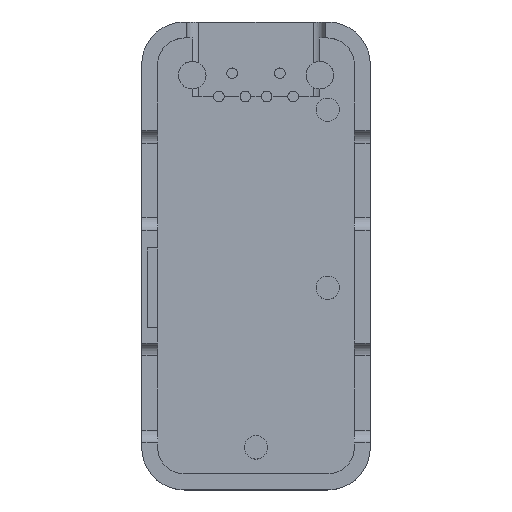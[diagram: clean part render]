
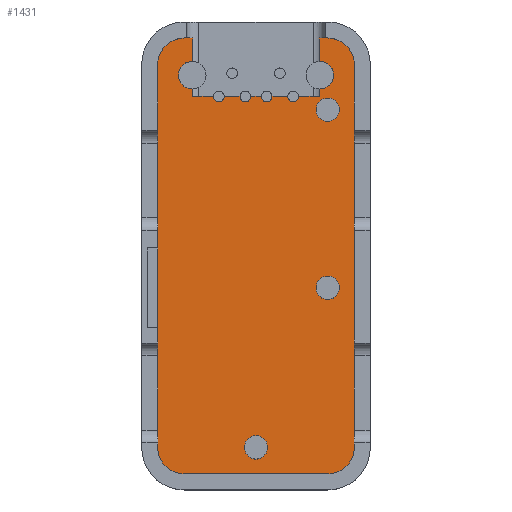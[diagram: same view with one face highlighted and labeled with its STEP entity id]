
A CAD part, top view. The second image highlights one B-rep face of the part: STEP entity #1431.
In plain terms, the highlighted planar face has unit normal (0, 0, 1).
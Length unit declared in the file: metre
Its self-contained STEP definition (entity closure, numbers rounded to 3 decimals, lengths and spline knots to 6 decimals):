
#53=CIRCLE('',#1509,0.0005);
#56=CIRCLE('',#1513,0.0005);
#59=CIRCLE('',#1517,0.0005);
#62=CIRCLE('',#1521,0.0005);
#90=CIRCLE('',#1564,0.0025);
#91=CIRCLE('',#1567,0.0025);
#92=CIRCLE('',#1569,0.0025);
#94=CIRCLE('',#1573,0.0025);
#95=CIRCLE('',#1575,0.0013);
#96=CIRCLE('',#1576,0.0013);
#97=CIRCLE('',#1577,0.0011);
#98=CIRCLE('',#1578,0.0011);
#99=CIRCLE('',#1579,0.0011);
#309=ORIENTED_EDGE('',*,*,#674,.F.);
#310=ORIENTED_EDGE('',*,*,#675,.F.);
#311=ORIENTED_EDGE('',*,*,#676,.F.);
#312=ORIENTED_EDGE('',*,*,#677,.T.);
#313=ORIENTED_EDGE('',*,*,#553,.F.);
#314=ORIENTED_EDGE('',*,*,#678,.T.);
#315=ORIENTED_EDGE('',*,*,#558,.F.);
#316=ORIENTED_EDGE('',*,*,#679,.T.);
#317=ORIENTED_EDGE('',*,*,#563,.F.);
#318=ORIENTED_EDGE('',*,*,#680,.T.);
#319=ORIENTED_EDGE('',*,*,#568,.F.);
#320=ORIENTED_EDGE('',*,*,#681,.T.);
#321=ORIENTED_EDGE('',*,*,#682,.F.);
#322=ORIENTED_EDGE('',*,*,#683,.F.);
#323=ORIENTED_EDGE('',*,*,#684,.F.);
#324=ORIENTED_EDGE('',*,*,#672,.T.);
#325=ORIENTED_EDGE('',*,*,#673,.T.);
#326=ORIENTED_EDGE('',*,*,#588,.T.);
#327=ORIENTED_EDGE('',*,*,#664,.T.);
#328=ORIENTED_EDGE('',*,*,#666,.T.);
#329=ORIENTED_EDGE('',*,*,#667,.T.);
#330=ORIENTED_EDGE('',*,*,#626,.T.);
#331=ORIENTED_EDGE('',*,*,#668,.T.);
#332=ORIENTED_EDGE('',*,*,#548,.T.);
#333=ORIENTED_EDGE('',*,*,#685,.F.);
#334=ORIENTED_EDGE('',*,*,#686,.F.);
#335=ORIENTED_EDGE('',*,*,#687,.F.);
#548=EDGE_CURVE('',#756,#755,#895,.F.);
#553=EDGE_CURVE('',#759,#761,#53,.T.);
#558=EDGE_CURVE('',#764,#766,#56,.T.);
#563=EDGE_CURVE('',#769,#771,#59,.T.);
#568=EDGE_CURVE('',#774,#776,#62,.T.);
#588=EDGE_CURVE('',#795,#794,#921,.T.);
#626=EDGE_CURVE('',#825,#824,#949,.F.);
#664=EDGE_CURVE('',#794,#850,#90,.T.);
#666=EDGE_CURVE('',#850,#851,#974,.T.);
#667=EDGE_CURVE('',#851,#825,#91,.T.);
#668=EDGE_CURVE('',#824,#756,#92,.T.);
#672=EDGE_CURVE('',#853,#854,#977,.F.);
#673=EDGE_CURVE('',#854,#795,#94,.T.);
#674=EDGE_CURVE('',#855,#755,#978,.T.);
#675=EDGE_CURVE('',#856,#855,#95,.T.);
#676=EDGE_CURVE('',#857,#856,#979,.T.);
#677=EDGE_CURVE('',#857,#761,#980,.T.);
#678=EDGE_CURVE('',#759,#766,#981,.T.);
#679=EDGE_CURVE('',#764,#771,#982,.T.);
#680=EDGE_CURVE('',#769,#776,#983,.T.);
#681=EDGE_CURVE('',#774,#858,#984,.T.);
#682=EDGE_CURVE('',#859,#858,#985,.F.);
#683=EDGE_CURVE('',#860,#859,#96,.T.);
#684=EDGE_CURVE('',#853,#860,#986,.F.);
#685=EDGE_CURVE('',#861,#861,#97,.T.);
#686=EDGE_CURVE('',#862,#862,#98,.T.);
#687=EDGE_CURVE('',#863,#863,#99,.T.);
#755=VERTEX_POINT('',#2124);
#756=VERTEX_POINT('',#2126);
#759=VERTEX_POINT('',#2134);
#761=VERTEX_POINT('',#2137);
#764=VERTEX_POINT('',#2145);
#766=VERTEX_POINT('',#2148);
#769=VERTEX_POINT('',#2156);
#771=VERTEX_POINT('',#2159);
#774=VERTEX_POINT('',#2167);
#776=VERTEX_POINT('',#2170);
#794=VERTEX_POINT('',#2209);
#795=VERTEX_POINT('',#2211);
#824=VERTEX_POINT('',#2281);
#825=VERTEX_POINT('',#2283);
#850=VERTEX_POINT('',#2354);
#851=VERTEX_POINT('',#2358);
#853=VERTEX_POINT('',#2367);
#854=VERTEX_POINT('',#2370);
#855=VERTEX_POINT('',#2376);
#856=VERTEX_POINT('',#2378);
#857=VERTEX_POINT('',#2380);
#858=VERTEX_POINT('',#2386);
#859=VERTEX_POINT('',#2388);
#860=VERTEX_POINT('',#2390);
#861=VERTEX_POINT('',#2393);
#862=VERTEX_POINT('',#2395);
#863=VERTEX_POINT('',#2397);
#895=LINE('',#2125,#1033);
#921=LINE('',#2210,#1059);
#949=LINE('',#2282,#1087);
#974=LINE('',#2359,#1112);
#977=LINE('',#2371,#1115);
#978=LINE('',#2375,#1116);
#979=LINE('',#2379,#1117);
#980=LINE('',#2381,#1118);
#981=LINE('',#2382,#1119);
#982=LINE('',#2383,#1120);
#983=LINE('',#2384,#1121);
#984=LINE('',#2385,#1122);
#985=LINE('',#2387,#1123);
#986=LINE('',#2391,#1124);
#1033=VECTOR('',#1679,1.);
#1059=VECTOR('',#1745,1.);
#1087=VECTOR('',#1801,1.);
#1112=VECTOR('',#1876,1.);
#1115=VECTOR('',#1891,1.);
#1116=VECTOR('',#1898,1.);
#1117=VECTOR('',#1901,1.);
#1118=VECTOR('',#1902,1.);
#1119=VECTOR('',#1903,1.);
#1120=VECTOR('',#1904,1.);
#1121=VECTOR('',#1905,1.);
#1122=VECTOR('',#1906,1.);
#1123=VECTOR('',#1907,1.);
#1124=VECTOR('',#1910,1.);
#1188=EDGE_LOOP('',(#309,#310,#311,#312,#313,#314,#315,#316,#317,#318,#319,
#320,#321,#322,#323,#324,#325,#326,#327,#328,#329,#330,#331,#332));
#1189=EDGE_LOOP('',(#333));
#1190=EDGE_LOOP('',(#334));
#1191=EDGE_LOOP('',(#335));
#1286=FACE_BOUND('',#1188,.T.);
#1287=FACE_BOUND('',#1189,.T.);
#1288=FACE_BOUND('',#1190,.T.);
#1289=FACE_BOUND('',#1191,.T.);
#1368=PLANE('',#1574);
#1431=ADVANCED_FACE('',(#1286,#1287,#1288,#1289),#1368,.T.);
#1509=AXIS2_PLACEMENT_3D('',#2136,#1687,#1688);
#1513=AXIS2_PLACEMENT_3D('',#2147,#1697,#1698);
#1517=AXIS2_PLACEMENT_3D('',#2158,#1707,#1708);
#1521=AXIS2_PLACEMENT_3D('',#2169,#1717,#1718);
#1564=AXIS2_PLACEMENT_3D('',#2355,#1871,#1872);
#1567=AXIS2_PLACEMENT_3D('',#2361,#1879,#1880);
#1569=AXIS2_PLACEMENT_3D('',#2363,#1883,#1884);
#1573=AXIS2_PLACEMENT_3D('',#2373,#1894,#1895);
#1574=AXIS2_PLACEMENT_3D('',#2374,#1896,#1897);
#1575=AXIS2_PLACEMENT_3D('',#2377,#1899,#1900);
#1576=AXIS2_PLACEMENT_3D('',#2389,#1908,#1909);
#1577=AXIS2_PLACEMENT_3D('',#2392,#1911,#1912);
#1578=AXIS2_PLACEMENT_3D('',#2394,#1913,#1914);
#1579=AXIS2_PLACEMENT_3D('',#2396,#1915,#1916);
#1679=DIRECTION('',(1.,0.,0.));
#1687=DIRECTION('',(0.,0.,1.));
#1688=DIRECTION('',(1.,0.,0.));
#1697=DIRECTION('',(0.,0.,1.));
#1698=DIRECTION('',(1.,0.,0.));
#1707=DIRECTION('',(0.,0.,1.));
#1708=DIRECTION('',(1.,0.,0.));
#1717=DIRECTION('',(0.,0.,1.));
#1718=DIRECTION('',(1.,0.,0.));
#1745=DIRECTION('',(0.,-1.,0.));
#1801=DIRECTION('',(0.,-1.,0.));
#1871=DIRECTION('',(0.,0.,1.));
#1872=DIRECTION('',(-1.,0.,0.));
#1876=DIRECTION('',(1.,0.,0.));
#1879=DIRECTION('',(0.,0.,1.));
#1880=DIRECTION('',(0.,-1.,0.));
#1883=DIRECTION('',(0.,0.,1.));
#1884=DIRECTION('',(1.,0.,0.));
#1891=DIRECTION('',(1.,0.,0.));
#1894=DIRECTION('',(0.,0.,1.));
#1895=DIRECTION('',(0.,1.,0.));
#1896=DIRECTION('',(0.,0.,1.));
#1897=DIRECTION('',(1.,0.,0.));
#1898=DIRECTION('',(0.,1.,0.));
#1899=DIRECTION('',(0.,0.,1.));
#1900=DIRECTION('',(1.,0.,0.));
#1901=DIRECTION('',(0.,1.,0.));
#1902=DIRECTION('',(-1.,0.,0.));
#1903=DIRECTION('',(-1.,0.,0.));
#1904=DIRECTION('',(-1.,0.,0.));
#1905=DIRECTION('',(-1.,0.,0.));
#1906=DIRECTION('',(-1.,0.,0.));
#1907=DIRECTION('',(0.,1.,0.));
#1908=DIRECTION('',(0.,0.,1.));
#1909=DIRECTION('',(1.,0.,0.));
#1910=DIRECTION('',(0.,1.,0.));
#1911=DIRECTION('',(0.,0.,1.));
#1912=DIRECTION('',(1.,0.,0.));
#1913=DIRECTION('',(0.,0.,1.));
#1914=DIRECTION('',(1.,0.,0.));
#1915=DIRECTION('',(0.,0.,1.));
#1916=DIRECTION('',(1.,0.,0.));
#2124=CARTESIAN_POINT('',(0.005963,0.0205,0.));
#2125=CARTESIAN_POINT('',(0.,0.0205,0.));
#2126=CARTESIAN_POINT('',(0.00675,0.0205,0.));
#2134=CARTESIAN_POINT('',(0.003,0.015,0.));
#2136=CARTESIAN_POINT('',(0.0035,0.015,0.));
#2137=CARTESIAN_POINT('',(0.004,0.015,0.));
#2145=CARTESIAN_POINT('',(0.0005,0.015,0.));
#2147=CARTESIAN_POINT('',(0.001,0.015,0.));
#2148=CARTESIAN_POINT('',(0.0015,0.015,0.));
#2156=CARTESIAN_POINT('',(-0.0015,0.015,0.));
#2158=CARTESIAN_POINT('',(-0.001,0.015,0.));
#2159=CARTESIAN_POINT('',(-0.0005,0.015,0.));
#2167=CARTESIAN_POINT('',(-0.004,0.015,0.));
#2169=CARTESIAN_POINT('',(-0.0035,0.015,0.));
#2170=CARTESIAN_POINT('',(-0.003,0.015,0.));
#2209=CARTESIAN_POINT('',(-0.00925,-0.018,0.));
#2210=CARTESIAN_POINT('',(-0.00925,0.,0.));
#2211=CARTESIAN_POINT('',(-0.00925,0.018,0.));
#2281=CARTESIAN_POINT('',(0.00925,0.018,0.));
#2282=CARTESIAN_POINT('',(0.00925,0.,0.));
#2283=CARTESIAN_POINT('',(0.00925,-0.018,0.));
#2354=CARTESIAN_POINT('',(-0.00675,-0.0205,0.));
#2355=CARTESIAN_POINT('',(-0.00675,-0.018,0.));
#2358=CARTESIAN_POINT('',(0.00675,-0.0205,0.));
#2359=CARTESIAN_POINT('',(0.,-0.0205,0.));
#2361=CARTESIAN_POINT('',(0.00675,-0.018,0.));
#2363=CARTESIAN_POINT('',(0.00675,0.018,0.));
#2367=CARTESIAN_POINT('',(-0.005963,0.0205,0.));
#2370=CARTESIAN_POINT('',(-0.00675,0.0205,0.));
#2371=CARTESIAN_POINT('',(0.,0.0205,0.));
#2373=CARTESIAN_POINT('',(-0.00675,0.018,0.));
#2374=CARTESIAN_POINT('',(0.,0.,0.));
#2375=CARTESIAN_POINT('',(0.005963,0.015,0.));
#2376=CARTESIAN_POINT('',(0.005963,0.018299,0.));
#2377=CARTESIAN_POINT('',(0.006,0.017,0.));
#2378=CARTESIAN_POINT('',(0.005963,0.015701,0.));
#2379=CARTESIAN_POINT('',(0.005963,0.015,0.));
#2380=CARTESIAN_POINT('',(0.005963,0.015,0.));
#2381=CARTESIAN_POINT('',(0.,0.015,0.));
#2382=CARTESIAN_POINT('',(0.,0.015,0.));
#2383=CARTESIAN_POINT('',(0.,0.015,0.));
#2384=CARTESIAN_POINT('',(0.,0.015,0.));
#2385=CARTESIAN_POINT('',(0.,0.015,0.));
#2386=CARTESIAN_POINT('',(-0.005963,0.015,0.));
#2387=CARTESIAN_POINT('',(-0.005963,0.015,0.));
#2388=CARTESIAN_POINT('',(-0.005963,0.015701,0.));
#2389=CARTESIAN_POINT('',(-0.006,0.017,0.));
#2390=CARTESIAN_POINT('',(-0.005963,0.018299,0.));
#2391=CARTESIAN_POINT('',(-0.005963,0.015,0.));
#2392=CARTESIAN_POINT('',(0.00675,0.01375,0.));
#2393=CARTESIAN_POINT('',(0.00785,0.01375,0.));
#2394=CARTESIAN_POINT('',(0.00675,-0.003,0.));
#2395=CARTESIAN_POINT('',(0.00785,-0.003,0.));
#2396=CARTESIAN_POINT('',(0.,-0.018,0.));
#2397=CARTESIAN_POINT('',(0.0011,-0.018,0.));
